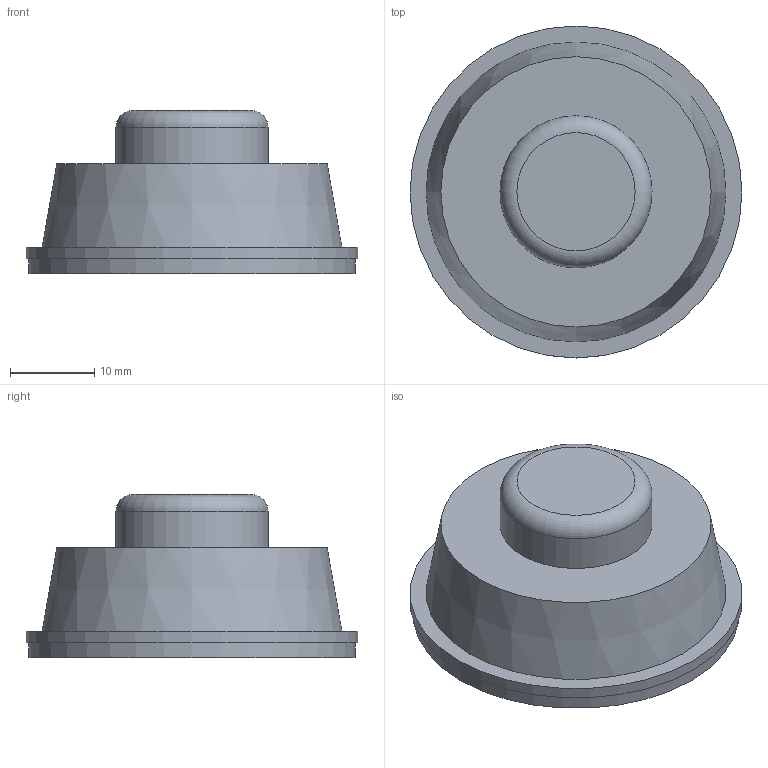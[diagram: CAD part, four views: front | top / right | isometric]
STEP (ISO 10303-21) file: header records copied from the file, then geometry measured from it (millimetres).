
FILE_DESCRIPTION(('FreeCAD Model'),'2;1');
FILE_NAME( '3w speaker.step', '2020-12-23T17:33:59',('Author'),(''), 'Open CASCADE STEP processor 7.3','FreeCAD','Unknown');
FILE_SCHEMA(('AUTOMOTIVE_DESIGN { 1 0 10303 214 1 1 1 1 }'));
Length unit declared in the file: millimetre
Products named in the file (1): Revolution
Bounding box: 39.3 x 39.3 x 19.3 mm (x, y, z)
Volume: 11472.2 mm3; surface area: 4523.3 mm2
Topology: 1 solids, 1 shells, 13 faces, 21 edges, 13 vertices
Faces by surface type: plane 5, cylinder 4, torus 2, sphere 1, cone 1
Full cylindrical faces by diameter (mm): 18 x1, 36.4 x1, 38.6 x1, 39.3 x1
Entity records: 667 total; most frequent: DIRECTION 103, CARTESIAN_POINT 87, ORIENTED_EDGE 40, PCURVE 40, DEFINITIONAL_REPRESENTATION 40, LINE 36, VECTOR 36, AXIS2_PLACEMENT_3D 29
